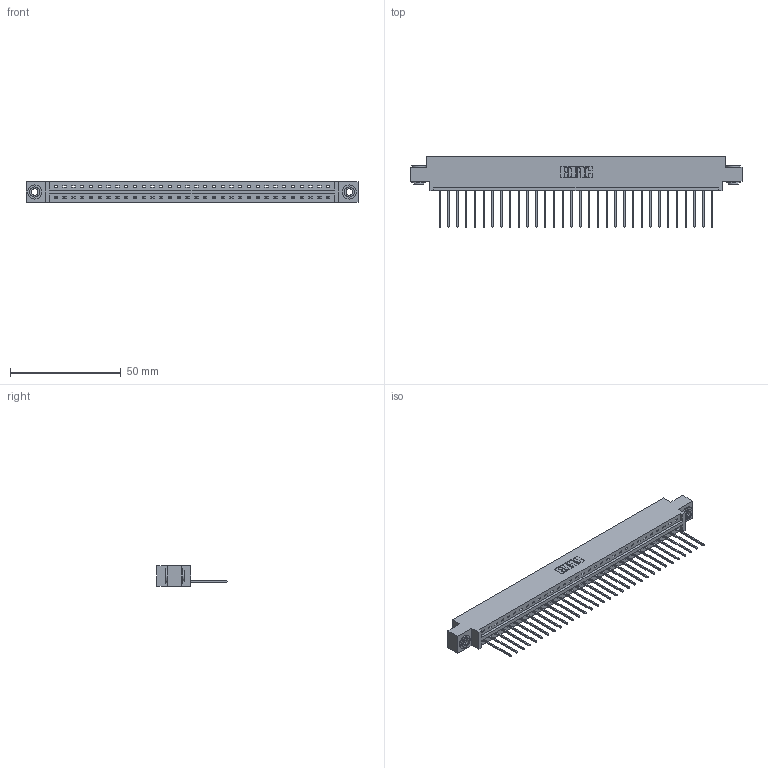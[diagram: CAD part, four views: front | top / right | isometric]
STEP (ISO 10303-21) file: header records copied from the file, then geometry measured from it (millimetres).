
FILE_DESCRIPTION (( 'STEP AP203' ), '1' );
FILE_NAME ('387-032-542-603.STEP', '2018-09-18T07:24:32', ( '' ), ( '' ), 'SwSTEP 2.0', 'SolidWorks 2016', '' );
FILE_SCHEMA (( 'CONFIG_CONTROL_DESIGN' ));
Length unit declared in the file: inch
Products named in the file (4): 345-292-001_345-293-142; 345-250-002_345-250-002-102; 387-032-542-603; 337 Part_0.170 Offset - 0.156 Dia-TH
Assembly tree (35 placements, depth 2):
  387-032-542-603
    337 Part_0.170 Offset - 0.156 Dia-TH
    345-292-001_345-293-142  x32
    345-250-002_345-250-002-102  x2
Bounding box: 149.81 x 31.63 x 9.4 mm (x, y, z)
Volume: 15418.1 mm3; surface area: 16674.2 mm2
Topology: 35 solids, 35 shells, 2140 faces, 6415 edges, 4230 vertices
Faces by surface type: plane 1556, cylinder 576, cone 8
Entity records: 25880 total; most frequent: CARTESIAN_POINT 4485, ORIENTED_EDGE 4446, DIRECTION 3829, EDGE_CURVE 2223, LINE 2071, VECTOR 2071, VERTEX_POINT 1478, AXIS2_PLACEMENT_3D 879
